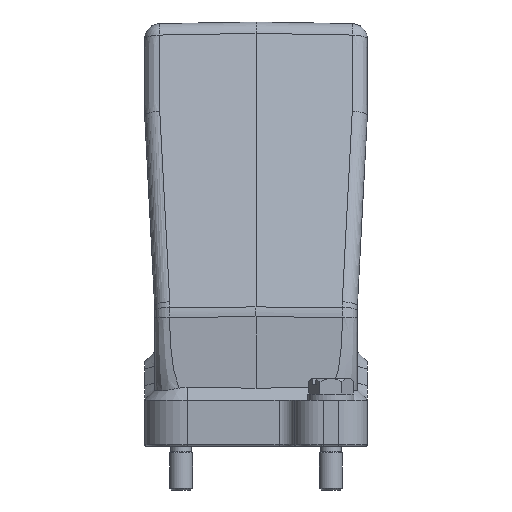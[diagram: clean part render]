
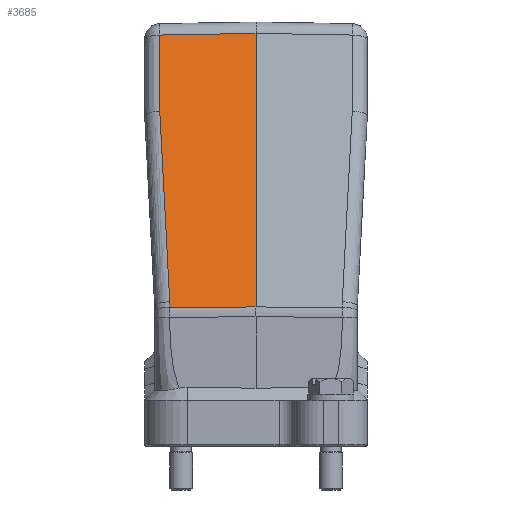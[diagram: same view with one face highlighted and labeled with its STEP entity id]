
A CAD part, left-side view. The second image highlights one B-rep face of the part: STEP entity #3685.
In plain terms, the highlighted planar face has unit normal (-0.966, 0.018, 0.259).
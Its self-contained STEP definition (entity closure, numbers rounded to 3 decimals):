
#1563=FACE_OUTER_BOUND('',#4592,.T.);
#2030=B_SPLINE_CURVE_WITH_KNOTS('',3,(#18668,#18669,#18670,#18671),
 .UNSPECIFIED.,.F.,.F.,(4,4),(0.,1.),.UNSPECIFIED.);
#2031=B_SPLINE_CURVE_WITH_KNOTS('',3,(#18684,#18685,#18686,#18687,#18688,
#18689),.UNSPECIFIED.,.F.,.F.,(4,2,4),(0.,0.002,1.),
 .UNSPECIFIED.);
#2032=B_SPLINE_CURVE_WITH_KNOTS('',3,(#18691,#18692,#18693,#18694,#18695,
#18696),.UNSPECIFIED.,.F.,.F.,(4,2,4),(0.,0.931,1.),
 .UNSPECIFIED.);
#2347=LINE('',#18698,#3030);
#2348=LINE('',#18700,#3031);
#2349=LINE('',#18702,#3032);
#3030=VECTOR('',#11490,1.);
#3031=VECTOR('',#11491,1.);
#3032=VECTOR('',#11492,1.);
#3685=ADVANCED_FACE('',(#1563),#4093,.F.);
#4093=PLANE('',#10332);
#4592=EDGE_LOOP('',(#5964,#5965,#5966,#5967,#5968,#5969));
#5964=ORIENTED_EDGE('',*,*,#8877,.F.);
#5965=ORIENTED_EDGE('',*,*,#8878,.F.);
#5966=ORIENTED_EDGE('',*,*,#8879,.F.);
#5967=ORIENTED_EDGE('',*,*,#8880,.F.);
#5968=ORIENTED_EDGE('',*,*,#8881,.F.);
#5969=ORIENTED_EDGE('',*,*,#8876,.F.);
#7867=VERTEX_POINT('',#18647);
#7869=VERTEX_POINT('',#18667);
#7870=VERTEX_POINT('',#18690);
#7871=VERTEX_POINT('',#18697);
#7872=VERTEX_POINT('',#18699);
#7873=VERTEX_POINT('',#18701);
#8876=EDGE_CURVE('',#7869,#7867,#2030,.T.);
#8877=EDGE_CURVE('',#7870,#7869,#2031,.T.);
#8878=EDGE_CURVE('',#7871,#7870,#2032,.T.);
#8879=EDGE_CURVE('',#7872,#7871,#2347,.T.);
#8880=EDGE_CURVE('',#7873,#7872,#2348,.T.);
#8881=EDGE_CURVE('',#7867,#7873,#2349,.T.);
#10332=AXIS2_PLACEMENT_3D('',#18703,#11493,#11494);
#11490=DIRECTION('',(0.017,1.,-0.002));
#11491=DIRECTION('',(-0.259,0.,-0.966));
#11492=DIRECTION('',(-0.013,-1.,0.017));
#11493=DIRECTION('',(0.966,-0.017,-0.259));
#11494=DIRECTION('',(-0.259,0.,-0.966));
#18647=CARTESIAN_POINT('',(-41.728,25.07,89.098));
#18667=CARTESIAN_POINT('',(-47.046,25.07,69.251));
#18668=CARTESIAN_POINT('',(-47.046,25.07,69.251));
#18669=CARTESIAN_POINT('',(-45.274,25.07,75.867));
#18670=CARTESIAN_POINT('',(-43.501,25.07,82.482));
#18671=CARTESIAN_POINT('',(-41.728,25.07,89.098));
#18684=CARTESIAN_POINT('',(-60.387,22.47,19.64));
#18685=CARTESIAN_POINT('',(-60.377,22.472,19.675));
#18686=CARTESIAN_POINT('',(-60.368,22.473,19.71));
#18687=CARTESIAN_POINT('',(-55.921,23.34,36.247));
#18688=CARTESIAN_POINT('',(-51.484,24.205,52.749));
#18689=CARTESIAN_POINT('',(-47.046,25.07,69.251));
#18690=CARTESIAN_POINT('',(-60.387,22.47,19.64));
#18691=CARTESIAN_POINT('',(-60.767,22.47,18.22));
#18692=CARTESIAN_POINT('',(-60.649,22.47,18.661));
#18693=CARTESIAN_POINT('',(-60.531,22.47,19.101));
#18694=CARTESIAN_POINT('',(-60.404,22.47,19.575));
#18695=CARTESIAN_POINT('',(-60.395,22.47,19.607));
#18696=CARTESIAN_POINT('',(-60.387,22.47,19.64));
#18697=CARTESIAN_POINT('',(-60.767,22.47,18.22));
#18698=CARTESIAN_POINT('',(-61.159,0.,18.271));
#18699=CARTESIAN_POINT('',(-61.159,0.,18.271));
#18700=CARTESIAN_POINT('',(-42.064,0.,89.536));
#18701=CARTESIAN_POINT('',(-42.064,0.,89.536));
#18702=CARTESIAN_POINT('',(-41.728,25.07,89.098));
#18703=CARTESIAN_POINT('',(-40.221,0.,96.415));
